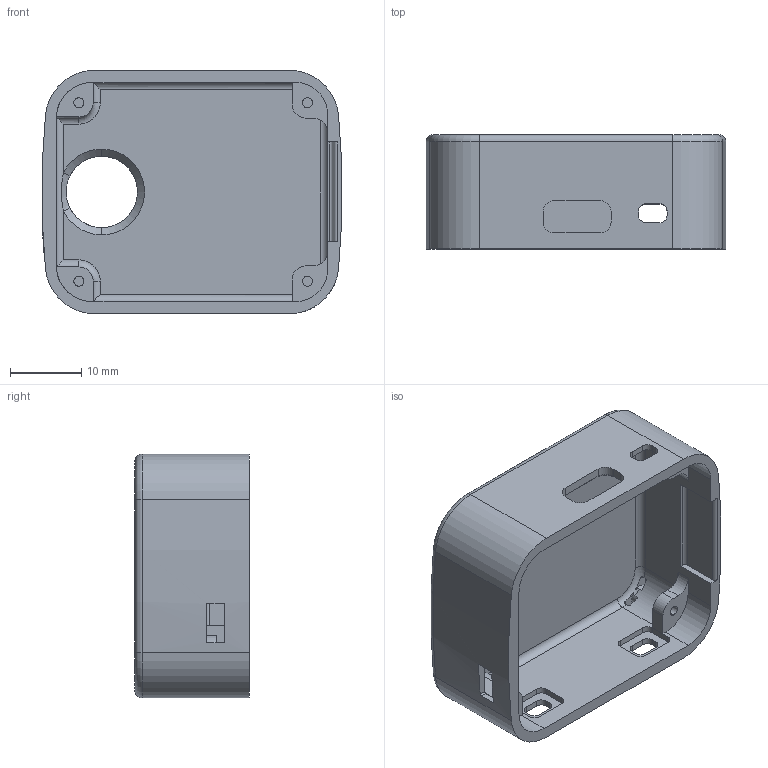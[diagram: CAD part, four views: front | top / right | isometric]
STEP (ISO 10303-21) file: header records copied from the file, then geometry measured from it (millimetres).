
FILE_DESCRIPTION (( 'STEP AP214' ), '1' );
FILE_NAME ('shell2040.STEP', '2024-08-01T03:41:43', ( '' ), ( '' ), 'SwSTEP 2.0', 'SolidWorks 2020', '' );
FILE_SCHEMA (( 'AUTOMOTIVE_DESIGN' ));
Length unit declared in the file: millimetre
Products named in the file (1): shell2040
Bounding box: 42.01 x 16 x 34.13 mm (x, y, z)
Volume: 5896.3 mm3; surface area: 6734.7 mm2
Topology: 1 solids, 1 shells, 181 faces, 491 edges, 316 vertices
Faces by surface type: cylinder 80, plane 77, torus 16, cone 7, bspline 1
Entity records: 5976 total; most frequent: CARTESIAN_POINT 1227, DIRECTION 1017, ORIENTED_EDGE 982, EDGE_CURVE 491, AXIS2_PLACEMENT_3D 371, VERTEX_POINT 316, LINE 275, VECTOR 275
